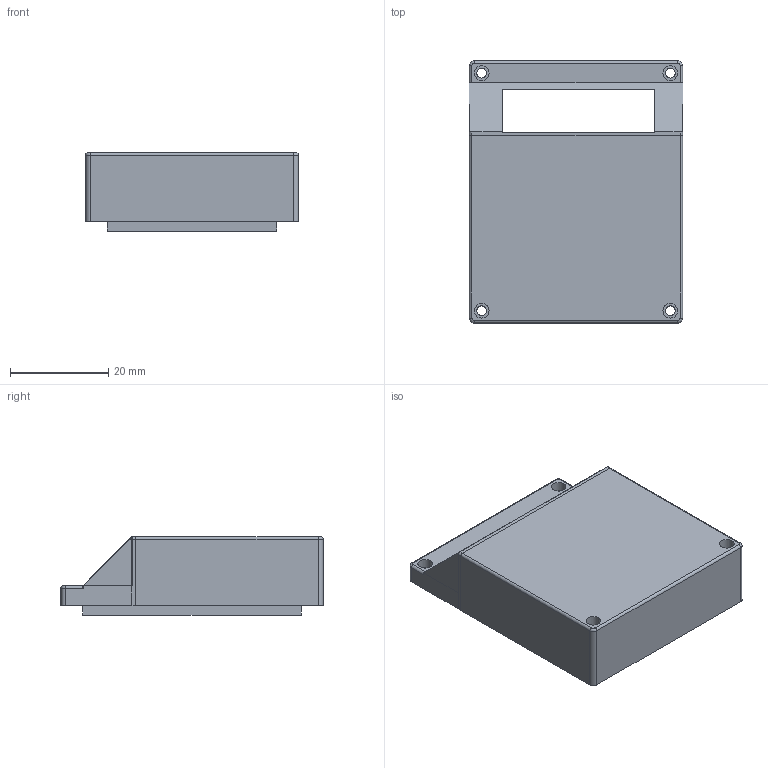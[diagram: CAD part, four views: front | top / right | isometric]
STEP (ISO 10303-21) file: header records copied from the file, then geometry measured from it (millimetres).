
FILE_DESCRIPTION(('FreeCAD Model'),'2;1');
FILE_NAME( 'top_plate.step', '2020-11-03T09:19:01',('Author'),(''), 'Open CASCADE STEP processor 7.4','FreeCAD','Unknown');
FILE_SCHEMA(('AUTOMOTIVE_DESIGN { 1 0 10303 214 1 1 1 1 }'));
Length unit declared in the file: millimetre
Products named in the file (1): top_plate_complete_w_fillet
Bounding box: 43.5 x 53.5 x 16 mm (x, y, z)
Volume: 13205.4 mm3; surface area: 9405.9 mm2
Topology: 1 solids, 1 shells, 75 faces, 184 edges, 114 vertices
Faces by surface type: plane 45, cylinder 24, torus 4, bspline 2
Full cylindrical faces by diameter (mm): 2 x4, 3 x4
Entity records: 4838 total; most frequent: CARTESIAN_POINT 1169, DIRECTION 657, LINE 407, VECTOR 407, ORIENTED_EDGE 368, PCURVE 368, DEFINITIONAL_REPRESENTATION 368, EDGE_CURVE 184
